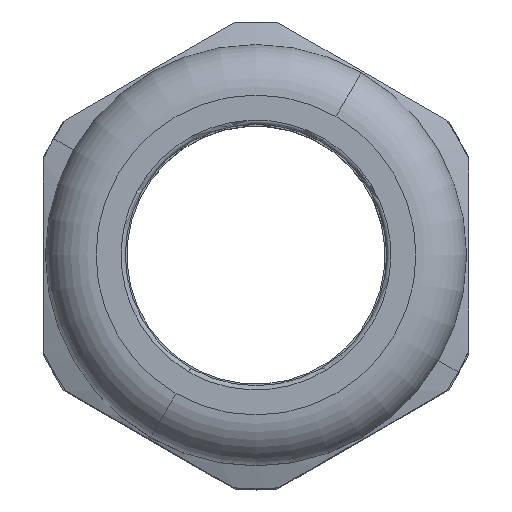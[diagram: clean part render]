
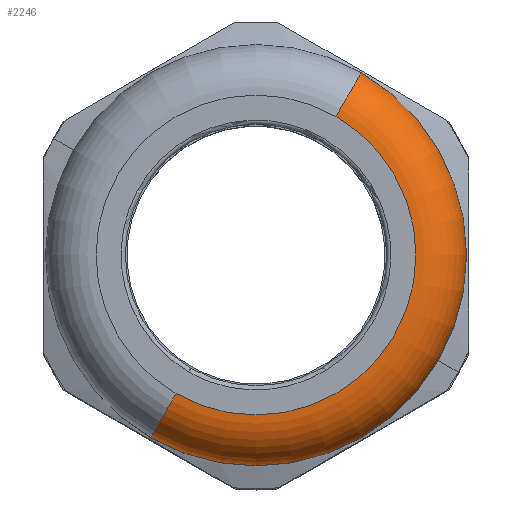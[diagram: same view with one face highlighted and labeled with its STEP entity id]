
A CAD part, top view. The second image highlights one B-rep face of the part: STEP entity #2246.
In plain terms, the highlighted toroidal (fillet/blend) face has major radius 11.29 mm and minor radius 3.57 mm.
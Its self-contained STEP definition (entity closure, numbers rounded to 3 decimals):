
#2134=AXIS2_PLACEMENT_3D('Circle Axis2P3D',#2132,#2133,$) ;
#2196=AXIS2_PLACEMENT_3D('Circle Axis2P3D',#2194,#2195,$) ;
#2210=AXIS2_PLACEMENT_3D('Torus Axis2P3D',#2207,#2208,#2209) ;
#2214=AXIS2_PLACEMENT_3D('Circle Axis2P3D',#2212,#2213,$) ;
#2221=AXIS2_PLACEMENT_3D('Circle Axis2P3D',#2219,#2220,$) ;
#2228=AXIS2_PLACEMENT_3D('Circle Axis2P3D',#2226,#2227,$) ;
#2235=AXIS2_PLACEMENT_3D('Circle Axis2P3D',#2233,#2234,$) ;
#2129=CARTESIAN_POINT('Vertex',(27.869,9.08,46.58)) ;
#2132=CARTESIAN_POINT('Axis2P3D Location',(15.,16.51,46.58)) ;
#2136=CARTESIAN_POINT('Vertex',(7.57,3.641,46.58)) ;
#2191=CARTESIAN_POINT('Vertex',(22.43,29.38,46.58)) ;
#2194=CARTESIAN_POINT('Axis2P3D Location',(15.,16.51,46.58)) ;
#2207=CARTESIAN_POINT('Axis2P3D Location',(15.,16.51,46.58)) ;
#2212=CARTESIAN_POINT('Axis2P3D Location',(20.645,26.288,46.58)) ;
#2216=CARTESIAN_POINT('Vertex',(20.645,26.288,50.15)) ;
#2219=CARTESIAN_POINT('Axis2P3D Location',(15.,16.51,50.15)) ;
#2223=CARTESIAN_POINT('Vertex',(24.777,10.865,50.15)) ;
#2226=CARTESIAN_POINT('Axis2P3D Location',(15.,16.51,50.15)) ;
#2230=CARTESIAN_POINT('Vertex',(9.355,6.733,50.15)) ;
#2233=CARTESIAN_POINT('Axis2P3D Location',(9.355,6.733,46.58)) ;
#2133=DIRECTION('Axis2P3D Direction',(0.,0.,-1.)) ;
#2195=DIRECTION('Axis2P3D Direction',(0.,0.,-1.)) ;
#2208=DIRECTION('Axis2P3D Direction',(0.,0.,-1.)) ;
#2209=DIRECTION('Axis2P3D XDirection',(0.5,0.866,0.)) ;
#2213=DIRECTION('Axis2P3D Direction',(-0.866,0.5,0.)) ;
#2220=DIRECTION('Axis2P3D Direction',(0.,0.,-1.)) ;
#2227=DIRECTION('Axis2P3D Direction',(0.,0.,-1.)) ;
#2234=DIRECTION('Axis2P3D Direction',(0.866,-0.5,0.)) ;
#2239=ORIENTED_EDGE('',*,*,#2218,.F.) ;
#2240=ORIENTED_EDGE('',*,*,#2225,.T.) ;
#2241=ORIENTED_EDGE('',*,*,#2232,.T.) ;
#2242=ORIENTED_EDGE('',*,*,#2237,.F.) ;
#2243=ORIENTED_EDGE('',*,*,#2138,.F.) ;
#2244=ORIENTED_EDGE('',*,*,#2198,.F.) ;
#2246=ADVANCED_FACE('63079_VG_M25_OT\\Hauptk\X2\00F6\X0\rper',(#2245),#2211,.T.) ;
#2135=CIRCLE('generated circle',#2134,14.86) ;
#2197=CIRCLE('generated circle',#2196,14.86) ;
#2215=CIRCLE('generated circle',#2214,3.57) ;
#2222=CIRCLE('generated circle',#2221,11.29) ;
#2229=CIRCLE('generated circle',#2228,11.29) ;
#2236=CIRCLE('generated circle',#2235,3.57) ;
#2211=TOROIDAL_SURFACE('homeo Torus',#2210,11.29,3.57) ;
#2138=EDGE_CURVE('',#2130,#2137,#2135,.T.) ;
#2198=EDGE_CURVE('',#2192,#2130,#2197,.T.) ;
#2218=EDGE_CURVE('',#2217,#2192,#2215,.T.) ;
#2225=EDGE_CURVE('',#2217,#2224,#2222,.T.) ;
#2232=EDGE_CURVE('',#2224,#2231,#2229,.T.) ;
#2237=EDGE_CURVE('',#2137,#2231,#2236,.F.) ;
#2238=EDGE_LOOP('',(#2239,#2240,#2241,#2242,#2243,#2244)) ;
#2245=FACE_OUTER_BOUND('',#2238,.T.) ;
#2130=VERTEX_POINT('',#2129) ;
#2137=VERTEX_POINT('',#2136) ;
#2192=VERTEX_POINT('',#2191) ;
#2217=VERTEX_POINT('',#2216) ;
#2224=VERTEX_POINT('',#2223) ;
#2231=VERTEX_POINT('',#2230) ;
